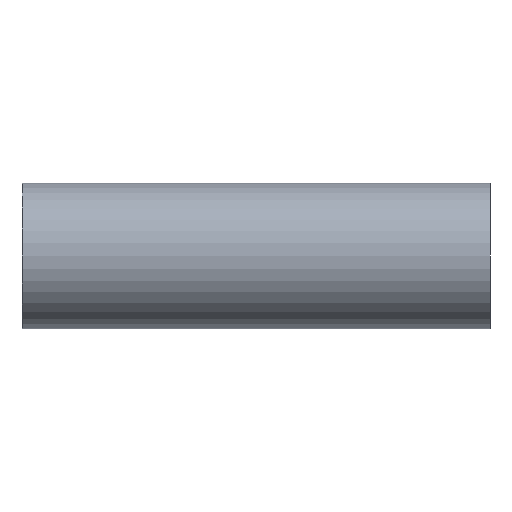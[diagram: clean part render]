
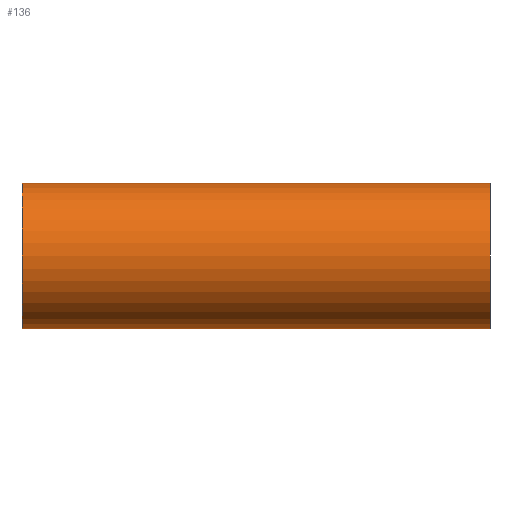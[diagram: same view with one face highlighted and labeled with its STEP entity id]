
A CAD part, left-side view. The second image highlights one B-rep face of the part: STEP entity #136.
In plain terms, the highlighted cylindrical face has radius 12.7 mm (diameter 25.4 mm), a partial arc.
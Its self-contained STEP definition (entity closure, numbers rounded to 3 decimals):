
#19 = CYLINDRICAL_SURFACE ( 'NONE', #265, 12.7 ) ;
#23 = CARTESIAN_POINT ( 'NONE',  ( 0., 0., 0. ) ) ;
#34 = LINE ( 'NONE', #94, #422 ) ;
#46 = DIRECTION ( 'NONE',  ( 0., 1., 0. ) ) ;
#48 = CARTESIAN_POINT ( 'NONE',  ( 0., 81.7, 0. ) ) ;
#50 = EDGE_CURVE ( 'NONE', #433, #308, #34, .T. ) ;
#94 = CARTESIAN_POINT ( 'NONE',  ( 0., 161.376, -12.7 ) ) ;
#118 = EDGE_CURVE ( 'NONE', #378, #421, #368, .T. ) ;
#136 = ADVANCED_FACE ( 'NONE', ( #300 ), #19, .T. ) ;
#145 = EDGE_CURVE ( 'NONE', #308, #421, #367, .T. ) ;
#182 = CARTESIAN_POINT ( 'NONE',  ( 0., 161.376, 0. ) ) ;
#186 = DIRECTION ( 'NONE',  ( 0., 1., 0. ) ) ;
#188 = DIRECTION ( 'NONE',  ( 0., 1., 0. ) ) ;
#194 = DIRECTION ( 'NONE',  ( 0., 1., 0. ) ) ;
#231 = AXIS2_PLACEMENT_3D ( 'NONE', #48, #46, #480 ) ;
#255 = CARTESIAN_POINT ( 'NONE',  ( 0., 0., 12.7 ) ) ;
#256 = AXIS2_PLACEMENT_3D ( 'NONE', #23, #347, #589 ) ;
#265 = AXIS2_PLACEMENT_3D ( 'NONE', #182, #188, #520 ) ;
#271 = ORIENTED_EDGE ( 'NONE', *, *, #145, .F. ) ;
#300 = FACE_OUTER_BOUND ( 'NONE', #484, .T. ) ;
#308 = VERTEX_POINT ( 'NONE', #594 ) ;
#315 = CIRCLE ( 'NONE', #256, 12.7 ) ;
#334 = ORIENTED_EDGE ( 'NONE', *, *, #50, .F. ) ;
#336 = EDGE_CURVE ( 'NONE', #433, #378, #315, .T. ) ;
#347 = DIRECTION ( 'NONE',  ( 0., 1., 0. ) ) ;
#362 = CARTESIAN_POINT ( 'NONE',  ( 0., 0., -12.7 ) ) ;
#367 = CIRCLE ( 'NONE', #231, 12.7 ) ;
#368 = LINE ( 'NONE', #619, #397 ) ;
#378 = VERTEX_POINT ( 'NONE', #255 ) ;
#397 = VECTOR ( 'NONE', #186, 1000. ) ;
#421 = VERTEX_POINT ( 'NONE', #606 ) ;
#422 = VECTOR ( 'NONE', #194, 1000. ) ;
#433 = VERTEX_POINT ( 'NONE', #362 ) ;
#449 = ORIENTED_EDGE ( 'NONE', *, *, #118, .T. ) ;
#467 = ORIENTED_EDGE ( 'NONE', *, *, #336, .T. ) ;
#480 = DIRECTION ( 'NONE',  ( 0., 0., 1. ) ) ;
#484 = EDGE_LOOP ( 'NONE', ( #334, #467, #449, #271 ) ) ;
#520 = DIRECTION ( 'NONE',  ( 0., 0., 1. ) ) ;
#589 = DIRECTION ( 'NONE',  ( 0., 0., 1. ) ) ;
#594 = CARTESIAN_POINT ( 'NONE',  ( 0., 81.7, -12.7 ) ) ;
#606 = CARTESIAN_POINT ( 'NONE',  ( 0., 81.7, 12.7 ) ) ;
#619 = CARTESIAN_POINT ( 'NONE',  ( 0., 161.376, 12.7 ) ) ;
